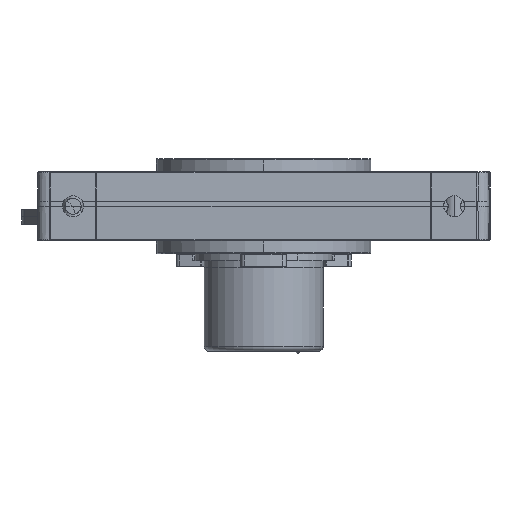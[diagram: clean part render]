
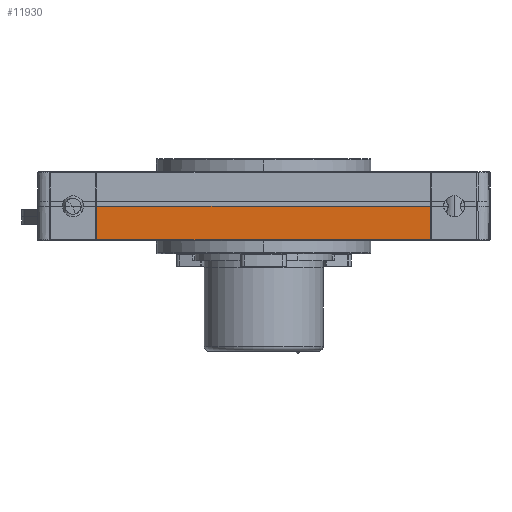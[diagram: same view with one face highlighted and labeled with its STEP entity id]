
A CAD part, left-side view. The second image highlights one B-rep face of the part: STEP entity #11930.
In plain terms, the highlighted planar face has unit normal (-1, 0, -0.018).
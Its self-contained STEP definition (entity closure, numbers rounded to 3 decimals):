
#295 = VERTEX_POINT ( 'NONE', #4871 ) ;
#346 = CARTESIAN_POINT ( 'NONE',  ( -94.7, 70., 7. ) ) ;
#622 = DIRECTION ( 'NONE',  ( -0.017, 0., 1. ) ) ;
#783 = DIRECTION ( 'NONE',  ( 0., -1., 0. ) ) ;
#1986 = CARTESIAN_POINT ( 'NONE',  ( -94.637, 70.014, 3.373 ) ) ;
#2994 = VERTEX_POINT ( 'NONE', #13511 ) ;
#3231 = CARTESIAN_POINT ( 'NONE',  ( -94.456, 70., -7. ) ) ;
#3345 =( BOUNDED_CURVE ( )  B_SPLINE_CURVE ( 3, ( #8577, #1986, #28544, #26417 ),
 .UNSPECIFIED., .F., .F. ) 
 B_SPLINE_CURVE_WITH_KNOTS ( ( 4, 4 ),
 ( 4.301, 4.712 ),
 .UNSPECIFIED. ) 
 CURVE ( )  GEOMETRIC_REPRESENTATION_ITEM ( )  RATIONAL_B_SPLINE_CURVE ( ( 1., 0.986, 0.986, 1. ) ) 
 REPRESENTATION_ITEM ( '' )  );
#4871 = CARTESIAN_POINT ( 'NONE',  ( -94.455, -70., -7.009 ) ) ;
#5469 = DIRECTION ( 'NONE',  ( 0., 1., 0. ) ) ;
#5476 = CARTESIAN_POINT ( 'NONE',  ( -94.456, 70., -7.006 ) ) ;
#5689 = EDGE_CURVE ( 'NONE', #8149, #15296, #3345, .T. ) ;
#7235 = DIRECTION ( 'NONE',  ( -0.017, 0., 1. ) ) ;
#7362 = EDGE_CURVE ( 'NONE', #22559, #9665, #21593, .T. ) ;
#7690 = FACE_OUTER_BOUND ( 'NONE', #9710, .T. ) ;
#7868 = EDGE_CURVE ( 'NONE', #2994, #295, #13272, .T. ) ;
#8032 = ORIENTED_EDGE ( 'NONE', *, *, #7362, .T. ) ;
#8102 = CARTESIAN_POINT ( 'NONE',  ( -94.456, -70., -7. ) ) ;
#8149 = VERTEX_POINT ( 'NONE', #24562 ) ;
#8472 = ORIENTED_EDGE ( 'NONE', *, *, #12156, .T. ) ;
#8577 = CARTESIAN_POINT ( 'NONE',  ( -94.7, 70.042, 7. ) ) ;
#8603 = CARTESIAN_POINT ( 'NONE',  ( -94.455, -70., -7.009 ) ) ;
#8681 = LINE ( 'NONE', #346, #23604 ) ;
#9263 = VECTOR ( 'NONE', #5469, 1000. ) ;
#9269 =( BOUNDED_CURVE ( )  B_SPLINE_CURVE ( 3, ( #8603, #17575, #19766, #8102 ),
 .UNSPECIFIED., .F., .F. ) 
 B_SPLINE_CURVE_WITH_KNOTS ( ( 4, 4 ),
 ( 1.553, 1.571 ),
 .UNSPECIFIED. ) 
 CURVE ( )  GEOMETRIC_REPRESENTATION_ITEM ( )  RATIONAL_B_SPLINE_CURVE ( ( 1., 1., 1., 1. ) ) 
 REPRESENTATION_ITEM ( '' )  );
#9615 = LINE ( 'NONE', #25527, #9263 ) ;
#9665 = VERTEX_POINT ( 'NONE', #26858 ) ;
#9710 = EDGE_LOOP ( 'NONE', ( #23882, #18351, #14760, #21813, #8032, #8472, #23416, #10516 ) ) ;
#9790 = VECTOR ( 'NONE', #622, 1000. ) ;
#10031 = CARTESIAN_POINT ( 'NONE',  ( -94.456, 70., -7.003 ) ) ;
#10516 = ORIENTED_EDGE ( 'NONE', *, *, #5689, .T. ) ;
#10764 = DIRECTION ( 'NONE',  ( -1., 0., -0.017 ) ) ;
#10798 = CARTESIAN_POINT ( 'NONE',  ( -94.456, -70., -7. ) ) ;
#11237 = VERTEX_POINT ( 'NONE', #19267 ) ;
#11850 = VECTOR ( 'NONE', #783, 1000. ) ;
#11930 = ADVANCED_FACE ( 'NONE', ( #7690 ), #28501, .T. ) ;
#12044 = CARTESIAN_POINT ( 'NONE',  ( -94.637, -70.014, 3.373 ) ) ;
#12156 = EDGE_CURVE ( 'NONE', #9665, #11237, #20876, .T. ) ;
#13272 = LINE ( 'NONE', #20668, #11850 ) ;
#13358 =( BOUNDED_CURVE ( )  B_SPLINE_CURVE ( 3, ( #3231, #10031, #5476, #20993 ),
 .UNSPECIFIED., .F., .F. ) 
 B_SPLINE_CURVE_WITH_KNOTS ( ( 4, 4 ),
 ( 1.571, 1.588 ),
 .UNSPECIFIED. ) 
 CURVE ( )  GEOMETRIC_REPRESENTATION_ITEM ( )  RATIONAL_B_SPLINE_CURVE ( ( 1., 1., 1., 1. ) ) 
 REPRESENTATION_ITEM ( '' )  );
#13511 = CARTESIAN_POINT ( 'NONE',  ( -94.455, 70., -7.009 ) ) ;
#13935 = AXIS2_PLACEMENT_3D ( 'NONE', #19594, #10764, #19991 ) ;
#14760 = ORIENTED_EDGE ( 'NONE', *, *, #7868, .T. ) ;
#14769 = CARTESIAN_POINT ( 'NONE',  ( -94.456, 70., -7. ) ) ;
#15296 = VERTEX_POINT ( 'NONE', #25315 ) ;
#15829 = EDGE_CURVE ( 'NONE', #295, #22559, #9269, .T. ) ;
#17575 = CARTESIAN_POINT ( 'NONE',  ( -94.456, -70., -7.006 ) ) ;
#17594 = EDGE_CURVE ( 'NONE', #11237, #8149, #9615, .T. ) ;
#18351 = ORIENTED_EDGE ( 'NONE', *, *, #25701, .T. ) ;
#18695 = CARTESIAN_POINT ( 'NONE',  ( -94.7, -70.042, 7. ) ) ;
#19267 = CARTESIAN_POINT ( 'NONE',  ( -94.7, -70.042, 7. ) ) ;
#19594 = CARTESIAN_POINT ( 'NONE',  ( -94.7, 90.04, 7. ) ) ;
#19766 = CARTESIAN_POINT ( 'NONE',  ( -94.456, -70., -7.003 ) ) ;
#19991 = DIRECTION ( 'NONE',  ( -0.017, 0., 1. ) ) ;
#20029 = VERTEX_POINT ( 'NONE', #14769 ) ;
#20668 = CARTESIAN_POINT ( 'NONE',  ( -94.455, 90.04, -7.009 ) ) ;
#20876 =( BOUNDED_CURVE ( )  B_SPLINE_CURVE ( 3, ( #23063, #27322, #12044, #18695 ),
 .UNSPECIFIED., .F., .T. ) 
 B_SPLINE_CURVE_WITH_KNOTS ( ( 4, 4 ),
 ( 4.712, 5.124 ),
 .UNSPECIFIED. ) 
 CURVE ( )  GEOMETRIC_REPRESENTATION_ITEM ( )  RATIONAL_B_SPLINE_CURVE ( ( 1., 0.986, 0.986, 1. ) ) 
 REPRESENTATION_ITEM ( '' )  );
#20993 = CARTESIAN_POINT ( 'NONE',  ( -94.455, 70., -7.009 ) ) ;
#21593 = LINE ( 'NONE', #24805, #9790 ) ;
#21813 = ORIENTED_EDGE ( 'NONE', *, *, #15829, .T. ) ;
#22559 = VERTEX_POINT ( 'NONE', #10798 ) ;
#23063 = CARTESIAN_POINT ( 'NONE',  ( -94.5, -70., -4.458 ) ) ;
#23416 = ORIENTED_EDGE ( 'NONE', *, *, #17594, .T. ) ;
#23604 = VECTOR ( 'NONE', #7235, 1000. ) ;
#23882 = ORIENTED_EDGE ( 'NONE', *, *, #28417, .F. ) ;
#24562 = CARTESIAN_POINT ( 'NONE',  ( -94.7, 70.042, 7. ) ) ;
#24805 = CARTESIAN_POINT ( 'NONE',  ( -94.7, -70., 7. ) ) ;
#25315 = CARTESIAN_POINT ( 'NONE',  ( -94.5, 70., -4.458 ) ) ;
#25527 = CARTESIAN_POINT ( 'NONE',  ( -94.7, 90.04, 7. ) ) ;
#25701 = EDGE_CURVE ( 'NONE', #20029, #2994, #13358, .T. ) ;
#26417 = CARTESIAN_POINT ( 'NONE',  ( -94.5, 70., -4.458 ) ) ;
#26858 = CARTESIAN_POINT ( 'NONE',  ( -94.5, -70., -4.458 ) ) ;
#27322 = CARTESIAN_POINT ( 'NONE',  ( -94.569, -70., -0.501 ) ) ;
#28417 = EDGE_CURVE ( 'NONE', #20029, #15296, #8681, .T. ) ;
#28501 = PLANE ( 'NONE',  #13935 ) ;
#28544 = CARTESIAN_POINT ( 'NONE',  ( -94.569, 70., -0.501 ) ) ;
